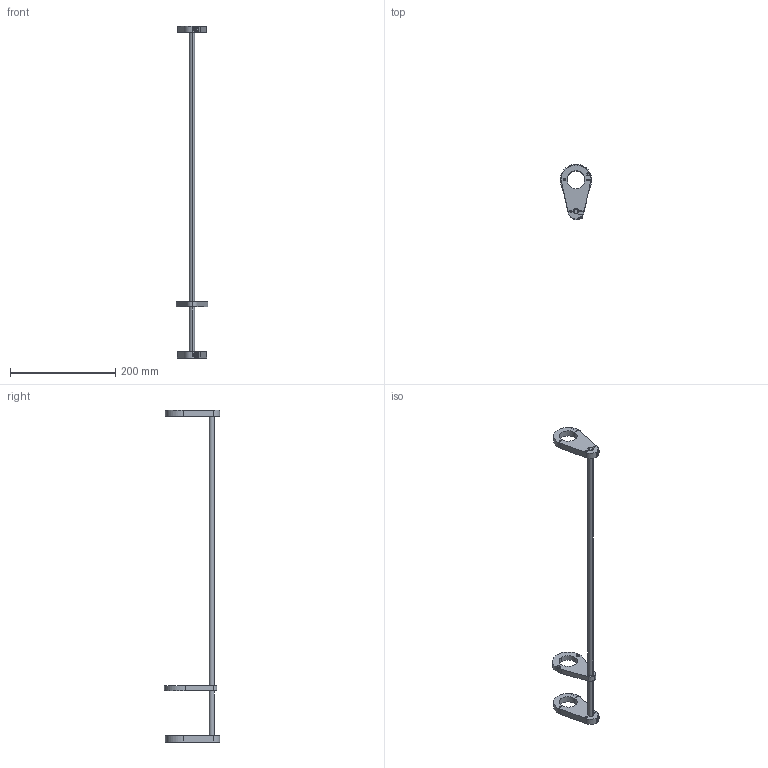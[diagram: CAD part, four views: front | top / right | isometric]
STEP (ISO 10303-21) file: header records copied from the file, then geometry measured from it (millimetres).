
FILE_DESCRIPTION (( 'STEP AP214' ), '1' );
FILE_NAME ('420MDM040-0500-VS.stp', '2017-03-14T07:47:40', ( '' ), ( '' ), 'SwSTEP 2.0', 'SolidWorks 2015', '' );
FILE_SCHEMA (( 'AUTOMOTIVE_DESIGN' ));
Length unit declared in the file: millimetre
Products named in the file (1): 420MDM040-0500-VS
Bounding box: 60 x 105 x 631 mm (x, y, z)
Volume: 154338.3 mm3; surface area: 54452.4 mm2
Topology: 1 solids, 5 shells, 251 faces, 660 edges, 417 vertices
Faces by surface type: plane 110, cylinder 89, cone 36, bspline 16
Entity records: 11132 total; most frequent: CARTESIAN_POINT 2047, DIRECTION 1383, ORIENTED_EDGE 1288, EDGE_CURVE 644, AXIS2_PLACEMENT_3D 529, VERTEX_POINT 417, VECTOR 325, LINE 325
